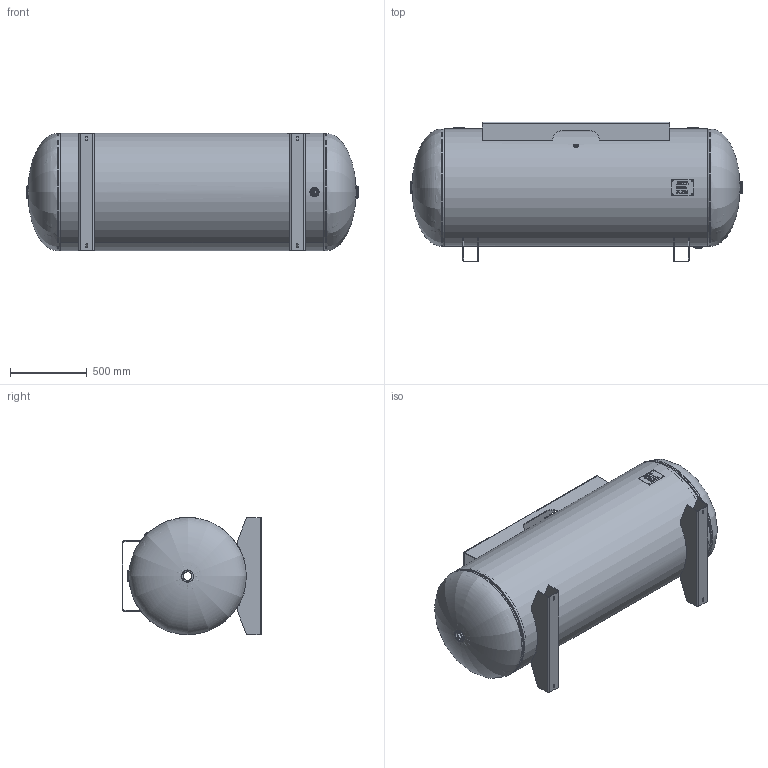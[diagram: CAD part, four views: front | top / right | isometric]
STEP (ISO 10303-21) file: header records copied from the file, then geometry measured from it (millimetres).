
FILE_DESCRIPTION(/* description */ ('30 X 84 200# HORZ ASME STOCK 240 GAL'),/* implementation_level */ '2;1');
FILE_NAME(/* name */ 'SPVG_A10038.stp',/* time_stamp */ '2020-06-05T15:54:56-05:00',/* author */ ('kim.thoune'),/* organization */ (''),/* preprocessor_version */ 'ST-DEVELOPER v17.2',/* originating_system */ 'Autodesk Inventor 2019',/* authorisation */ '');
FILE_SCHEMA (('AUTOMOTIVE_DESIGN { 1 0 10303 214 3 1 1 }'));
Length unit declared in the file: inch
Products named in the file (15): A10038; A10038-1; A10038-2; 910-871-1; A10038-3; 910-871-1_1; F102000; F100250; F101000; 60-140; 64-053; F102001; S100040; S100050; S100050_1
Assembly tree (18 placements, depth 3):
  A10038
    A10038-1
    A10038-2
      910-871-1
    A10038-3
      910-871-1_1
    F102000  x2
    F100250
    F101000
    F102001  x3
    60-140
      64-053
    S100040  x2
    S100050
      S100050_1
Bounding box: 2160.55 x 909.57 x 764.48 mm (x, y, z)
Volume: 33963624.1 mm3; surface area: 13760811.5 mm2
Topology: 14 solids, 14 shells, 491 faces, 1373 edges, 934 vertices
Faces by surface type: plane 293, cylinder 111, bspline 42, torus 33, cone 12
Full cylindrical faces by diameter (mm): 6.35 x4, 11.455 x1, 26.987 x1, 30.302 x1, 43.256 x1, 44.45 x1, 46.037 x1, 56.667 x5, 60.325 x1, 66.675 x3, 68.263 x5, 76.2 x3, 79.383 x2, 101.6 x1, 744.068 x2, 752.958 x2, 753.11 x3, 762 x2, 763.27 x1
Entity records: 15462 total; most frequent: CARTESIAN_POINT 4574, ORIENTED_EDGE 2206, DIRECTION 2058, EDGE_CURVE 1103, VERTEX_POINT 750, LINE 728, VECTOR 728, AXIS2_PLACEMENT_3D 665
